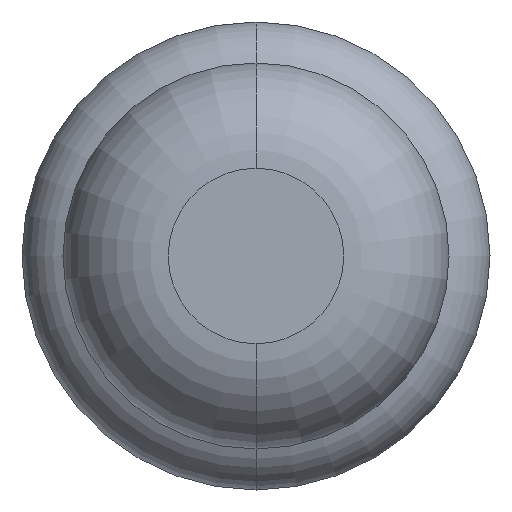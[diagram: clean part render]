
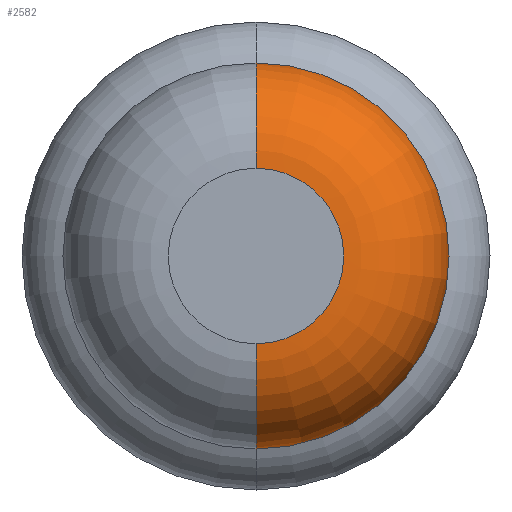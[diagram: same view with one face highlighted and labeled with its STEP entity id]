
A CAD part, front view. The second image highlights one B-rep face of the part: STEP entity #2582.
In plain terms, the highlighted toroidal (fillet/blend) face has major radius 0.375 mm and minor radius 0.45 mm.
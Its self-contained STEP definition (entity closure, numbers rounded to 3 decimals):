
#19 = AXIS2_PLACEMENT_3D ( 'NONE', #3381, #3099, #3653 ) ;
#135 = ORIENTED_EDGE ( 'NONE', *, *, #3351, .T. ) ;
#299 = CARTESIAN_POINT ( 'NONE',  ( 0., -26., -0.375 ) ) ;
#550 = EDGE_CURVE ( 'Defeature ausgef�hrt3_8+Defeature ausgef�hrt3_7+Defeature ausgef�hrt3_7+Defeature ausgef�hrt3_7', #2109, #1072, #3045, .T. ) ;
#582 = AXIS2_PLACEMENT_3D ( 'NONE', #1646, #3328, #2194 ) ;
#625 = EDGE_CURVE ( 'NONE', #1427, #1072, #865, .T. ) ;
#681 = DIRECTION ( 'NONE',  ( 0., 0., 1. ) ) ;
#753 = DIRECTION ( 'NONE',  ( 0., 0., 1. ) ) ;
#865 = CIRCLE ( 'NONE', #19, 0.45 ) ;
#952 = ORIENTED_EDGE ( 'NONE', *, *, #625, .T. ) ;
#1005 = AXIS2_PLACEMENT_3D ( 'NONE', #2404, #1277, #1253 ) ;
#1072 = VERTEX_POINT ( 'NONE', #2738 ) ;
#1130 = TOROIDAL_SURFACE ( 'NONE', #1005, 0.375, 0.45 ) ;
#1144 = EDGE_CURVE ( 'NONE', #2022, #2109, #3092, .T. ) ;
#1253 = DIRECTION ( 'NONE',  ( 0., 0., 1. ) ) ;
#1277 = DIRECTION ( 'NONE',  ( 0., 1., 0. ) ) ;
#1284 = DIRECTION ( 'NONE',  ( 0., 1., 0. ) ) ;
#1427 = VERTEX_POINT ( 'NONE', #299 ) ;
#1451 = AXIS2_PLACEMENT_3D ( 'NONE', #3595, #2455, #753 ) ;
#1589 = CARTESIAN_POINT ( 'NONE',  ( 0., -26., 0. ) ) ;
#1646 = CARTESIAN_POINT ( 'NONE',  ( 0., -25.55, 0. ) ) ;
#1857 = FACE_OUTER_BOUND ( 'NONE', #2680, .T. ) ;
#2015 = CARTESIAN_POINT ( 'NONE',  ( 0., -26., 0.375 ) ) ;
#2022 = VERTEX_POINT ( 'NONE', #2015 ) ;
#2088 = CARTESIAN_POINT ( 'NONE',  ( 0., -25.55, 0.825 ) ) ;
#2109 = VERTEX_POINT ( 'NONE', #2088 ) ;
#2194 = DIRECTION ( 'NONE',  ( 0., 0., 1. ) ) ;
#2280 = AXIS2_PLACEMENT_3D ( 'NONE', #1589, #1284, #681 ) ;
#2404 = CARTESIAN_POINT ( 'NONE',  ( 0., -25.55, 0. ) ) ;
#2455 = DIRECTION ( 'NONE',  ( -1., 0., 0. ) ) ;
#2582 = ADVANCED_FACE ( 'Defeature ausgef�hrt3_7', ( #1857 ), #1130, .T. ) ;
#2680 = EDGE_LOOP ( 'NONE', ( #135, #952, #3657, #3129 ) ) ;
#2738 = CARTESIAN_POINT ( 'NONE',  ( 0., -25.55, -0.825 ) ) ;
#3026 = CIRCLE ( 'NONE', #2280, 0.375 ) ;
#3045 = CIRCLE ( 'NONE', #582, 0.825 ) ;
#3092 = CIRCLE ( 'NONE', #1451, 0.45 ) ;
#3099 = DIRECTION ( 'NONE',  ( 1., 0., 0. ) ) ;
#3129 = ORIENTED_EDGE ( 'NONE', *, *, #1144, .F. ) ;
#3328 = DIRECTION ( 'NONE',  ( 0., 1., 0. ) ) ;
#3351 = EDGE_CURVE ( 'Defeature ausgef�hrt3_7+Defeature ausgef�hrt3_6+Defeature ausgef�hrt3_6+Defeature ausgef�hrt3_6', #2022, #1427, #3026, .T. ) ;
#3381 = CARTESIAN_POINT ( 'NONE',  ( 0., -25.55, -0.375 ) ) ;
#3595 = CARTESIAN_POINT ( 'NONE',  ( 0., -25.55, 0.375 ) ) ;
#3653 = DIRECTION ( 'NONE',  ( 0., 0., -1. ) ) ;
#3657 = ORIENTED_EDGE ( 'NONE', *, *, #550, .F. ) ;
